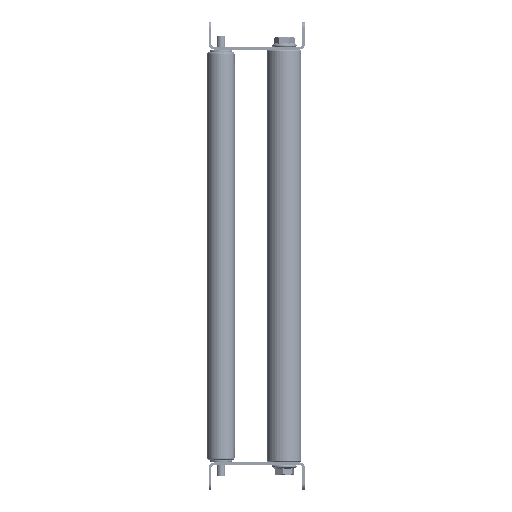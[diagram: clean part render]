
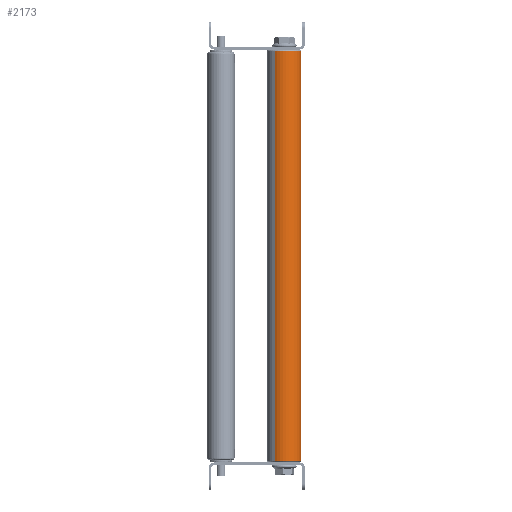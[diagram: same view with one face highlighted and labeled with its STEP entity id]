
A CAD part, left-side view. The second image highlights one B-rep face of the part: STEP entity #2173.
In plain terms, the highlighted cylindrical face has radius 12.5 mm (diameter 25 mm), a partial arc.
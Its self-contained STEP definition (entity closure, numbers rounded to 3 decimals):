
#227 = EDGE_LOOP ( 'NONE', ( #19312, #9730, #20753, #10920 ) ) ;
#353 = EDGE_CURVE ( 'NONE', #19995, #3664, #4534, .T. ) ;
#836 = EDGE_CURVE ( 'NONE', #13307, #21522, #15815, .T. ) ;
#853 = DIRECTION ( 'NONE',  ( -1., 0., 0. ) ) ;
#1109 = EDGE_CURVE ( 'NONE', #21522, #3664, #3674, .T. ) ;
#2173 = ADVANCED_FACE ( 'NONE', ( #3648 ), #12194, .T. ) ;
#2422 = CARTESIAN_POINT ( 'NONE',  ( 300., 0., 12.5 ) ) ;
#2582 = VECTOR ( 'NONE', #853, 1000. ) ;
#3648 = FACE_OUTER_BOUND ( 'NONE', #227, .T. ) ;
#3664 = VERTEX_POINT ( 'NONE', #19905 ) ;
#3674 = CIRCLE ( 'NONE', #21754, 12.5 ) ;
#3963 = CARTESIAN_POINT ( 'NONE',  ( 299., 0., -12.5 ) ) ;
#4396 = CARTESIAN_POINT ( 'NONE',  ( 300., 0., -12.5 ) ) ;
#4534 = LINE ( 'NONE', #2422, #2582 ) ;
#4583 = AXIS2_PLACEMENT_3D ( 'NONE', #11157, #19271, #19160 ) ;
#6023 = CIRCLE ( 'NONE', #4583, 12.5 ) ;
#6105 = CARTESIAN_POINT ( 'NONE',  ( 299., 0., 12.5 ) ) ;
#6266 = CARTESIAN_POINT ( 'NONE',  ( 1., 0., -12.5 ) ) ;
#7112 = DIRECTION ( 'NONE',  ( 0., 0., 1. ) ) ;
#9108 = CARTESIAN_POINT ( 'NONE',  ( 300., 0., 0. ) ) ;
#9730 = ORIENTED_EDGE ( 'NONE', *, *, #836, .T. ) ;
#10475 = DIRECTION ( 'NONE',  ( 0., 0., -1. ) ) ;
#10920 = ORIENTED_EDGE ( 'NONE', *, *, #353, .F. ) ;
#11157 = CARTESIAN_POINT ( 'NONE',  ( 299., 0., 0. ) ) ;
#11733 = AXIS2_PLACEMENT_3D ( 'NONE', #9108, #18748, #7112 ) ;
#12194 = CYLINDRICAL_SURFACE ( 'NONE', #11733, 12.5 ) ;
#13307 = VERTEX_POINT ( 'NONE', #3963 ) ;
#15473 = EDGE_CURVE ( 'NONE', #19995, #13307, #6023, .T. ) ;
#15715 = VECTOR ( 'NONE', #19696, 1000. ) ;
#15815 = LINE ( 'NONE', #4396, #15715 ) ;
#17015 = CARTESIAN_POINT ( 'NONE',  ( 1., 0., 0. ) ) ;
#18748 = DIRECTION ( 'NONE',  ( -1., 0., 0. ) ) ;
#18919 = DIRECTION ( 'NONE',  ( 1., 0., 0. ) ) ;
#19160 = DIRECTION ( 'NONE',  ( 0., 0., -1. ) ) ;
#19271 = DIRECTION ( 'NONE',  ( -1., 0., 0. ) ) ;
#19312 = ORIENTED_EDGE ( 'NONE', *, *, #15473, .T. ) ;
#19696 = DIRECTION ( 'NONE',  ( -1., 0., 0. ) ) ;
#19905 = CARTESIAN_POINT ( 'NONE',  ( 1., 0., 12.5 ) ) ;
#19995 = VERTEX_POINT ( 'NONE', #6105 ) ;
#20753 = ORIENTED_EDGE ( 'NONE', *, *, #1109, .T. ) ;
#21522 = VERTEX_POINT ( 'NONE', #6266 ) ;
#21754 = AXIS2_PLACEMENT_3D ( 'NONE', #17015, #18919, #10475 ) ;
